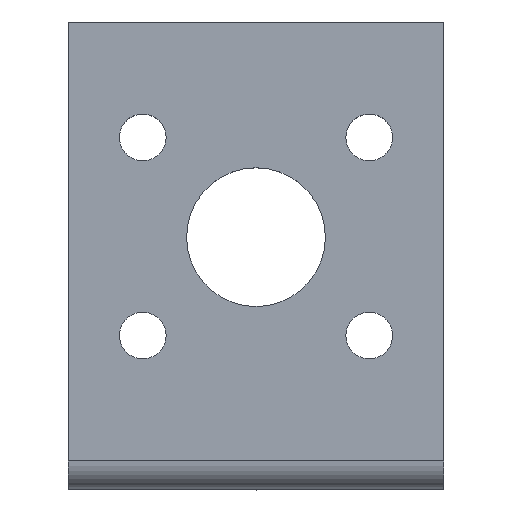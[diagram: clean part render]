
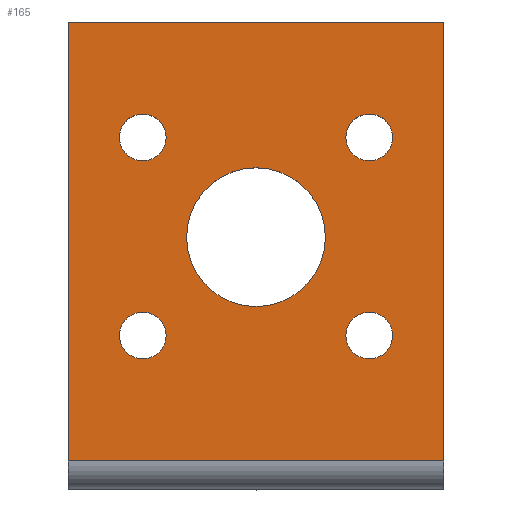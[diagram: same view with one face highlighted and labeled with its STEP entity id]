
A CAD part, top view. The second image highlights one B-rep face of the part: STEP entity #165.
In plain terms, the highlighted planar face has unit normal (0, 0, 1).
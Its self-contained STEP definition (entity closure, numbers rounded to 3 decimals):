
#7 = DIRECTION ( 'NONE',  ( 1., 0., 0. ) ) ;
#8 = DIRECTION ( 'NONE',  ( 1., 0., 0. ) ) ;
#19 = EDGE_CURVE ( 'NONE', #71, #723, #743, .T. ) ;
#31 = ORIENTED_EDGE ( 'NONE', *, *, #345, .F. ) ;
#34 = LINE ( 'NONE', #114, #508 ) ;
#41 = VERTEX_POINT ( 'NONE', #160 ) ;
#45 = DIRECTION ( 'NONE',  ( 0., 0., 1. ) ) ;
#46 = ORIENTED_EDGE ( 'NONE', *, *, #19, .F. ) ;
#47 = CARTESIAN_POINT ( 'NONE',  ( -13.25, 2., 20.75 ) ) ;
#48 = DIRECTION ( 'NONE',  ( 0., 0., 1. ) ) ;
#57 = EDGE_LOOP ( 'NONE', ( #481, #620 ) ) ;
#71 = VERTEX_POINT ( 'NONE', #867 ) ;
#79 = CARTESIAN_POINT ( 'NONE',  ( -8., 10.85, 20.75 ) ) ;
#84 = DIRECTION ( 'NONE',  ( 0., 0., 1. ) ) ;
#88 = VERTEX_POINT ( 'NONE', #234 ) ;
#104 = CARTESIAN_POINT ( 'NONE',  ( 8., 24.85, 20.75 ) ) ;
#105 = CARTESIAN_POINT ( 'NONE',  ( -13.25, 3.3, 20.75 ) ) ;
#106 = ORIENTED_EDGE ( 'NONE', *, *, #908, .F. ) ;
#114 = CARTESIAN_POINT ( 'NONE',  ( -13.25, 33., 20.75 ) ) ;
#117 = LINE ( 'NONE', #47, #519 ) ;
#124 = ORIENTED_EDGE ( 'NONE', *, *, #610, .T. ) ;
#126 = ORIENTED_EDGE ( 'NONE', *, *, #354, .T. ) ;
#137 = EDGE_CURVE ( 'NONE', #778, #469, #246, .T. ) ;
#146 = CARTESIAN_POINT ( 'NONE',  ( 0., 17.8, 20.75 ) ) ;
#151 = CARTESIAN_POINT ( 'NONE',  ( 13.25, 2., 20.75 ) ) ;
#160 = CARTESIAN_POINT ( 'NONE',  ( -6.35, 10.85, 20.75 ) ) ;
#165 = ADVANCED_FACE ( 'NONE', ( #375, #240, #451, #522, #737, #886 ), #443, .F. ) ;
#190 = CIRCLE ( 'NONE', #490, 1.65 ) ;
#213 = CARTESIAN_POINT ( 'NONE',  ( 0., 17.8, 20.75 ) ) ;
#215 = DIRECTION ( 'NONE',  ( 0., -1., 0. ) ) ;
#232 = DIRECTION ( 'NONE',  ( 0., 0., -1. ) ) ;
#234 = CARTESIAN_POINT ( 'NONE',  ( -9.65, 24.85, 20.75 ) ) ;
#240 = FACE_BOUND ( 'NONE', #794, .T. ) ;
#246 = LINE ( 'NONE', #595, #531 ) ;
#253 = DIRECTION ( 'NONE',  ( -1., 0., 0. ) ) ;
#265 = CARTESIAN_POINT ( 'NONE',  ( 9.65, 24.85, 20.75 ) ) ;
#278 = DIRECTION ( 'NONE',  ( 1., 0., 0. ) ) ;
#283 = EDGE_CURVE ( 'NONE', #472, #761, #711, .T. ) ;
#285 = DIRECTION ( 'NONE',  ( 1., 0., 0. ) ) ;
#286 = VERTEX_POINT ( 'NONE', #555 ) ;
#291 = CIRCLE ( 'NONE', #479, 1.65 ) ;
#292 = ORIENTED_EDGE ( 'NONE', *, *, #137, .F. ) ;
#324 = CARTESIAN_POINT ( 'NONE',  ( 13.25, 33., 20.75 ) ) ;
#333 = DIRECTION ( 'NONE',  ( 1., 0., 0. ) ) ;
#345 = EDGE_CURVE ( 'NONE', #88, #674, #291, .T. ) ;
#348 = VERTEX_POINT ( 'NONE', #488 ) ;
#354 = EDGE_CURVE ( 'NONE', #286, #714, #635, .T. ) ;
#357 = CARTESIAN_POINT ( 'NONE',  ( 8., 24.85, 20.75 ) ) ;
#375 = FACE_OUTER_BOUND ( 'NONE', #548, .T. ) ;
#380 = AXIS2_PLACEMENT_3D ( 'NONE', #105, #232, #253 ) ;
#381 = DIRECTION ( 'NONE',  ( 1., 0., 0. ) ) ;
#403 = CIRCLE ( 'NONE', #637, 1.65 ) ;
#418 = AXIS2_PLACEMENT_3D ( 'NONE', #104, #444, #753 ) ;
#427 = AXIS2_PLACEMENT_3D ( 'NONE', #213, #84, #648 ) ;
#434 = CIRCLE ( 'NONE', #498, 1.65 ) ;
#440 = EDGE_CURVE ( 'NONE', #789, #894, #403, .T. ) ;
#443 = PLANE ( 'NONE',  #380 ) ;
#444 = DIRECTION ( 'NONE',  ( 0., 0., 1. ) ) ;
#451 = FACE_BOUND ( 'NONE', #646, .T. ) ;
#459 = CARTESIAN_POINT ( 'NONE',  ( 6.35, 10.85, 20.75 ) ) ;
#463 = AXIS2_PLACEMENT_3D ( 'NONE', #593, #604, #381 ) ;
#469 = VERTEX_POINT ( 'NONE', #151 ) ;
#472 = VERTEX_POINT ( 'NONE', #815 ) ;
#478 = EDGE_LOOP ( 'NONE', ( #764, #692 ) ) ;
#479 = AXIS2_PLACEMENT_3D ( 'NONE', #560, #852, #782 ) ;
#481 = ORIENTED_EDGE ( 'NONE', *, *, #283, .F. ) ;
#488 = CARTESIAN_POINT ( 'NONE',  ( -9.65, 10.85, 20.75 ) ) ;
#490 = AXIS2_PLACEMENT_3D ( 'NONE', #79, #791, #563 ) ;
#495 = CARTESIAN_POINT ( 'NONE',  ( -13.25, 2., 20.75 ) ) ;
#498 = AXIS2_PLACEMENT_3D ( 'NONE', #779, #633, #285 ) ;
#505 = CARTESIAN_POINT ( 'NONE',  ( 4.9, 17.8, 20.75 ) ) ;
#508 = VECTOR ( 'NONE', #589, 1000. ) ;
#509 = DIRECTION ( 'NONE',  ( 1., 0., 0. ) ) ;
#519 = VECTOR ( 'NONE', #509, 1000. ) ;
#522 = FACE_BOUND ( 'NONE', #478, .T. ) ;
#531 = VECTOR ( 'NONE', #808, 1000. ) ;
#548 = EDGE_LOOP ( 'NONE', ( #126, #124, #292, #877 ) ) ;
#555 = CARTESIAN_POINT ( 'NONE',  ( -13.25, 33., 20.75 ) ) ;
#560 = CARTESIAN_POINT ( 'NONE',  ( -8., 24.85, 20.75 ) ) ;
#563 = DIRECTION ( 'NONE',  ( 1., 0., 0. ) ) ;
#589 = DIRECTION ( 'NONE',  ( -1., 0., 0. ) ) ;
#592 = AXIS2_PLACEMENT_3D ( 'NONE', #910, #45, #278 ) ;
#593 = CARTESIAN_POINT ( 'NONE',  ( -8., 10.85, 20.75 ) ) ;
#595 = CARTESIAN_POINT ( 'NONE',  ( 13.25, 3.3, 20.75 ) ) ;
#604 = DIRECTION ( 'NONE',  ( 0., 0., 1. ) ) ;
#610 = EDGE_CURVE ( 'NONE', #714, #469, #117, .T. ) ;
#620 = ORIENTED_EDGE ( 'NONE', *, *, #889, .F. ) ;
#629 = AXIS2_PLACEMENT_3D ( 'NONE', #803, #48, #333 ) ;
#633 = DIRECTION ( 'NONE',  ( 0., 0., 1. ) ) ;
#635 = LINE ( 'NONE', #650, #880 ) ;
#637 = AXIS2_PLACEMENT_3D ( 'NONE', #357, #641, #8 ) ;
#640 = DIRECTION ( 'NONE',  ( 0., 0., 1. ) ) ;
#641 = DIRECTION ( 'NONE',  ( 0., 0., 1. ) ) ;
#646 = EDGE_LOOP ( 'NONE', ( #664, #750 ) ) ;
#648 = DIRECTION ( 'NONE',  ( 1., 0., 0. ) ) ;
#650 = CARTESIAN_POINT ( 'NONE',  ( -13.25, 3.3, 20.75 ) ) ;
#657 = AXIS2_PLACEMENT_3D ( 'NONE', #146, #640, #7 ) ;
#664 = ORIENTED_EDGE ( 'NONE', *, *, #677, .F. ) ;
#665 = CARTESIAN_POINT ( 'NONE',  ( 6.35, 24.85, 20.75 ) ) ;
#674 = VERTEX_POINT ( 'NONE', #855 ) ;
#677 = EDGE_CURVE ( 'NONE', #41, #348, #190, .T. ) ;
#685 = EDGE_CURVE ( 'NONE', #723, #71, #702, .T. ) ;
#692 = ORIENTED_EDGE ( 'NONE', *, *, #440, .F. ) ;
#702 = CIRCLE ( 'NONE', #657, 4.9 ) ;
#711 = CIRCLE ( 'NONE', #592, 1.65 ) ;
#714 = VERTEX_POINT ( 'NONE', #495 ) ;
#723 = VERTEX_POINT ( 'NONE', #505 ) ;
#737 = FACE_BOUND ( 'NONE', #57, .T. ) ;
#743 = CIRCLE ( 'NONE', #427, 4.9 ) ;
#750 = ORIENTED_EDGE ( 'NONE', *, *, #755, .F. ) ;
#753 = DIRECTION ( 'NONE',  ( 1., 0., 0. ) ) ;
#754 = EDGE_CURVE ( 'NONE', #894, #789, #822, .T. ) ;
#755 = EDGE_CURVE ( 'NONE', #348, #41, #868, .T. ) ;
#757 = EDGE_LOOP ( 'NONE', ( #760, #46 ) ) ;
#760 = ORIENTED_EDGE ( 'NONE', *, *, #685, .F. ) ;
#761 = VERTEX_POINT ( 'NONE', #459 ) ;
#764 = ORIENTED_EDGE ( 'NONE', *, *, #754, .F. ) ;
#778 = VERTEX_POINT ( 'NONE', #324 ) ;
#779 = CARTESIAN_POINT ( 'NONE',  ( -8., 24.85, 20.75 ) ) ;
#782 = DIRECTION ( 'NONE',  ( 1., 0., 0. ) ) ;
#789 = VERTEX_POINT ( 'NONE', #665 ) ;
#791 = DIRECTION ( 'NONE',  ( 0., 0., 1. ) ) ;
#794 = EDGE_LOOP ( 'NONE', ( #106, #31 ) ) ;
#798 = EDGE_CURVE ( 'NONE', #778, #286, #34, .T. ) ;
#803 = CARTESIAN_POINT ( 'NONE',  ( 8., 10.85, 20.75 ) ) ;
#808 = DIRECTION ( 'NONE',  ( 0., -1., 0. ) ) ;
#815 = CARTESIAN_POINT ( 'NONE',  ( 9.65, 10.85, 20.75 ) ) ;
#822 = CIRCLE ( 'NONE', #418, 1.65 ) ;
#852 = DIRECTION ( 'NONE',  ( 0., 0., 1. ) ) ;
#855 = CARTESIAN_POINT ( 'NONE',  ( -6.35, 24.85, 20.75 ) ) ;
#867 = CARTESIAN_POINT ( 'NONE',  ( -4.9, 17.8, 20.75 ) ) ;
#868 = CIRCLE ( 'NONE', #463, 1.65 ) ;
#877 = ORIENTED_EDGE ( 'NONE', *, *, #798, .T. ) ;
#880 = VECTOR ( 'NONE', #215, 1000. ) ;
#886 = FACE_BOUND ( 'NONE', #757, .T. ) ;
#889 = EDGE_CURVE ( 'NONE', #761, #472, #912, .T. ) ;
#894 = VERTEX_POINT ( 'NONE', #265 ) ;
#908 = EDGE_CURVE ( 'NONE', #674, #88, #434, .T. ) ;
#910 = CARTESIAN_POINT ( 'NONE',  ( 8., 10.85, 20.75 ) ) ;
#912 = CIRCLE ( 'NONE', #629, 1.65 ) ;
